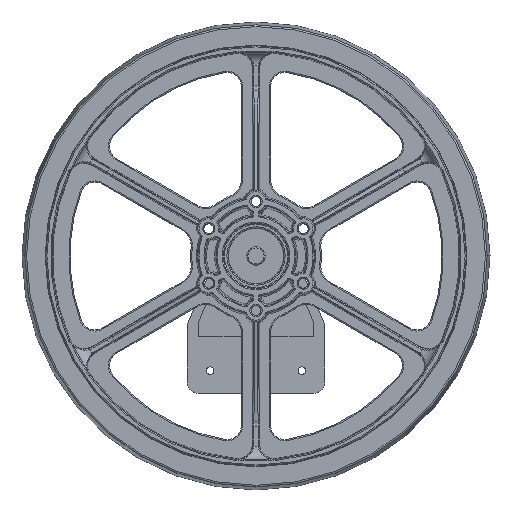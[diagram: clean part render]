
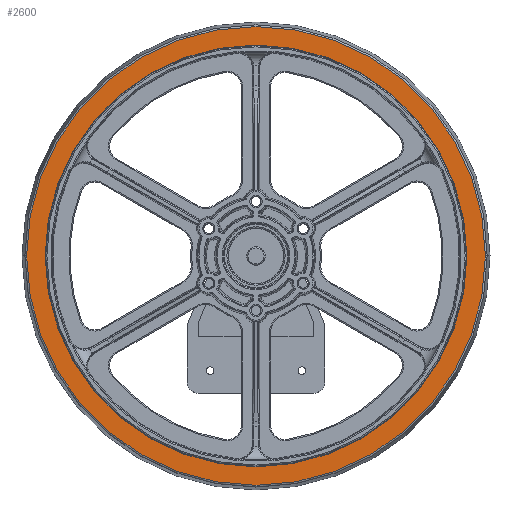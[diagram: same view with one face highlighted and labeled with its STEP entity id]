
A CAD part, top view. The second image highlights one B-rep face of the part: STEP entity #2600.
In plain terms, the highlighted planar face has unit normal (0, 0, 1).
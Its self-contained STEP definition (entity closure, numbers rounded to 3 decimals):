
#1570=CARTESIAN_POINT('',(100.152,0.,12.7));
#1580=VERTEX_POINT('',#1570);
#1610=CARTESIAN_POINT('',(0.,0.,12.7));
#1620=DIRECTION('',(0.,0.,1.));
#1630=DIRECTION('',(1.,0.,0.));
#1640=AXIS2_PLACEMENT_3D('',#1610,#1620,#1630);
#1650=CIRCLE('',#1640,100.152);
#1660=CARTESIAN_POINT('',(-100.152,0.,12.7));
#1670=VERTEX_POINT('',#1660);
#1680=EDGE_CURVE('',#1580,#1670,#1650,.T.);
#2350=CARTESIAN_POINT('',(-92.075,0.,12.7));
#2360=DIRECTION('',(0.,0.,-1.));
#2370=DIRECTION('',(-1.,0.,0.));
#2380=AXIS2_PLACEMENT_3D('',#2350,#2360,#2370);
#2390=PLANE('',#2380);
#2400=EDGE_CURVE('',#1670,#1580,#1650,.T.);
#2410=ORIENTED_EDGE('',*,*,#2400,.T.);
#2420=ORIENTED_EDGE('',*,*,#1680,.T.);
#2430=EDGE_LOOP('',(#2420,#2410));
#2440=FACE_OUTER_BOUND('',#2430,.T.);
#2450=CARTESIAN_POINT('',(0.,0.,12.7));
#2460=DIRECTION('',(0.,0.,-1.));
#2470=DIRECTION('',(-1.,0.,0.));
#2480=AXIS2_PLACEMENT_3D('',#2450,#2460,#2470);
#2490=CIRCLE('',#2480,92.075);
#2500=CARTESIAN_POINT('',(-92.075,0.,12.7));
#2510=VERTEX_POINT('',#2500);
#2520=CARTESIAN_POINT('',(92.075,0.,12.7));
#2530=VERTEX_POINT('',#2520);
#2540=EDGE_CURVE('',#2510,#2530,#2490,.T.);
#2550=ORIENTED_EDGE('',*,*,#2540,.T.);
#2560=EDGE_CURVE('',#2530,#2510,#2490,.T.);
#2570=ORIENTED_EDGE('',*,*,#2560,.T.);
#2580=EDGE_LOOP('',(#2570,#2550));
#2590=FACE_BOUND('',#2580,.T.);
#2600=ADVANCED_FACE('',(#2440,#2590),#2390,.F.);
